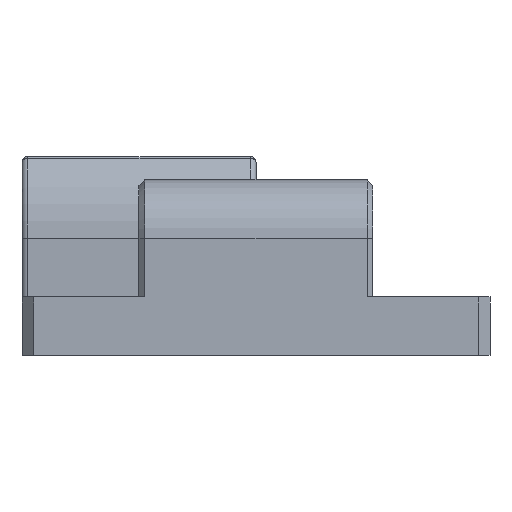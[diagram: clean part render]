
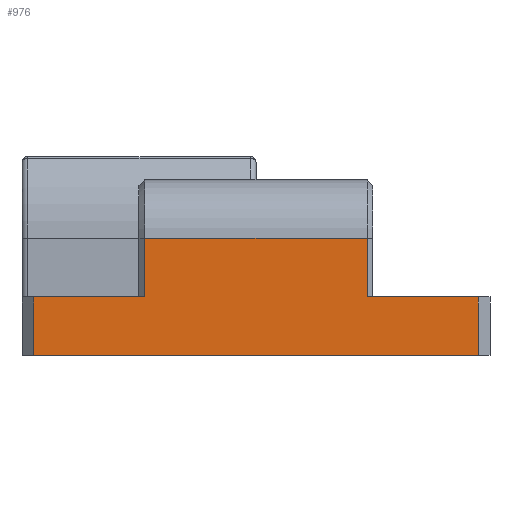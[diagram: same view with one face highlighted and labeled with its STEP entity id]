
A CAD part, front view. The second image highlights one B-rep face of the part: STEP entity #976.
In plain terms, the highlighted planar face has unit normal (0, -1, 0).
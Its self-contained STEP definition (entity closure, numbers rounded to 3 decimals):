
#32 = PLANE('',#33);
#33 = AXIS2_PLACEMENT_3D('',#34,#35,#36);
#34 = CARTESIAN_POINT('',(0.,-25.,0.));
#35 = DIRECTION('',(0.,0.,1.));
#36 = DIRECTION('',(0.,1.,0.));
#57 = VERTEX_POINT('',#58);
#58 = CARTESIAN_POINT('',(-39.,-25.,0.));
#72 = PLANE('',#73);
#73 = AXIS2_PLACEMENT_3D('',#74,#75,#76);
#74 = CARTESIAN_POINT('',(-39.5,-24.5,0.));
#75 = DIRECTION('',(0.707,0.707,0.));
#76 = DIRECTION('',(0.,0.,1.));
#84 = EDGE_CURVE('',#85,#57,#87,.T.);
#85 = VERTEX_POINT('',#86);
#86 = CARTESIAN_POINT('',(-1.,-25.,0.));
#87 = SURFACE_CURVE('',#88,(#92,#99),.PCURVE_S1.);
#88 = LINE('',#89,#90);
#89 = CARTESIAN_POINT('',(0.,-25.,0.));
#90 = VECTOR('',#91,1.);
#91 = DIRECTION('',(-1.,0.,0.));
#92 = PCURVE('',#32,#93);
#93 = DEFINITIONAL_REPRESENTATION('',(#94),#98);
#94 = LINE('',#95,#96);
#95 = CARTESIAN_POINT('',(0.,0.));
#96 = VECTOR('',#97,1.);
#97 = DIRECTION('',(0.,1.));
#98 = ( GEOMETRIC_REPRESENTATION_CONTEXT(2) 
PARAMETRIC_REPRESENTATION_CONTEXT() REPRESENTATION_CONTEXT('2D SPACE',''
  ) );
#99 = PCURVE('',#100,#105);
#100 = PLANE('',#101);
#101 = AXIS2_PLACEMENT_3D('',#102,#103,#104);
#102 = CARTESIAN_POINT('',(0.,-25.,0.));
#103 = DIRECTION('',(0.,1.,0.));
#104 = DIRECTION('',(0.,0.,1.));
#105 = DEFINITIONAL_REPRESENTATION('',(#106),#110);
#106 = LINE('',#107,#108);
#107 = CARTESIAN_POINT('',(0.,0.));
#108 = VECTOR('',#109,1.);
#109 = DIRECTION('',(0.,-1.));
#110 = ( GEOMETRIC_REPRESENTATION_CONTEXT(2) 
PARAMETRIC_REPRESENTATION_CONTEXT() REPRESENTATION_CONTEXT('2D SPACE',''
  ) );
#128 = PLANE('',#129);
#129 = AXIS2_PLACEMENT_3D('',#130,#131,#132);
#130 = CARTESIAN_POINT('',(-0.5,-24.5,0.));
#131 = DIRECTION('',(0.707,-0.707,0.)
  );
#132 = DIRECTION('',(0.,-0.,-1.));
#641 = PLANE('',#642);
#642 = AXIS2_PLACEMENT_3D('',#643,#644,#645);
#643 = CARTESIAN_POINT('',(0.,-25.,5.));
#644 = DIRECTION('',(0.,0.,1.));
#645 = DIRECTION('',(0.,1.,0.));
#885 = VERTEX_POINT('',#886);
#886 = CARTESIAN_POINT('',(-39.,-25.,5.));
#907 = EDGE_CURVE('',#57,#885,#908,.T.);
#908 = SURFACE_CURVE('',#909,(#913,#920),.PCURVE_S1.);
#909 = LINE('',#910,#911);
#910 = CARTESIAN_POINT('',(-39.,-25.,0.));
#911 = VECTOR('',#912,1.);
#912 = DIRECTION('',(0.,0.,1.));
#913 = PCURVE('',#72,#914);
#914 = DEFINITIONAL_REPRESENTATION('',(#915),#919);
#915 = LINE('',#916,#917);
#916 = CARTESIAN_POINT('',(0.,0.707));
#917 = VECTOR('',#918,1.);
#918 = DIRECTION('',(1.,0.));
#919 = ( GEOMETRIC_REPRESENTATION_CONTEXT(2) 
PARAMETRIC_REPRESENTATION_CONTEXT() REPRESENTATION_CONTEXT('2D SPACE',''
  ) );
#920 = PCURVE('',#100,#921);
#921 = DEFINITIONAL_REPRESENTATION('',(#922),#926);
#922 = LINE('',#923,#924);
#923 = CARTESIAN_POINT('',(0.,-39.));
#924 = VECTOR('',#925,1.);
#925 = DIRECTION('',(1.,0.));
#926 = ( GEOMETRIC_REPRESENTATION_CONTEXT(2) 
PARAMETRIC_REPRESENTATION_CONTEXT() REPRESENTATION_CONTEXT('2D SPACE',''
  ) );
#976 = ADVANCED_FACE('',(#977),#100,.F.);
#977 = FACE_BOUND('',#978,.F.);
#978 = EDGE_LOOP('',(#979,#1004,#1025,#1026,#1027,#1050,#1078,#1106));
#979 = ORIENTED_EDGE('',*,*,#980,.F.);
#980 = EDGE_CURVE('',#981,#983,#985,.T.);
#981 = VERTEX_POINT('',#982);
#982 = CARTESIAN_POINT('',(-1.,-25.,5.));
#983 = VERTEX_POINT('',#984);
#984 = CARTESIAN_POINT('',(-10.5,-25.,5.));
#985 = SURFACE_CURVE('',#986,(#990,#997),.PCURVE_S1.);
#986 = LINE('',#987,#988);
#987 = CARTESIAN_POINT('',(0.,-25.,5.));
#988 = VECTOR('',#989,1.);
#989 = DIRECTION('',(-1.,0.,0.));
#990 = PCURVE('',#100,#991);
#991 = DEFINITIONAL_REPRESENTATION('',(#992),#996);
#992 = LINE('',#993,#994);
#993 = CARTESIAN_POINT('',(5.,0.));
#994 = VECTOR('',#995,1.);
#995 = DIRECTION('',(0.,-1.));
#996 = ( GEOMETRIC_REPRESENTATION_CONTEXT(2) 
PARAMETRIC_REPRESENTATION_CONTEXT() REPRESENTATION_CONTEXT('2D SPACE',''
  ) );
#997 = PCURVE('',#641,#998);
#998 = DEFINITIONAL_REPRESENTATION('',(#999),#1003);
#999 = LINE('',#1000,#1001);
#1000 = CARTESIAN_POINT('',(0.,0.));
#1001 = VECTOR('',#1002,1.);
#1002 = DIRECTION('',(0.,1.));
#1003 = ( GEOMETRIC_REPRESENTATION_CONTEXT(2) 
PARAMETRIC_REPRESENTATION_CONTEXT() REPRESENTATION_CONTEXT('2D SPACE',''
  ) );
#1004 = ORIENTED_EDGE('',*,*,#1005,.F.);
#1005 = EDGE_CURVE('',#85,#981,#1006,.T.);
#1006 = SURFACE_CURVE('',#1007,(#1011,#1018),.PCURVE_S1.);
#1007 = LINE('',#1008,#1009);
#1008 = CARTESIAN_POINT('',(-1.,-25.,0.));
#1009 = VECTOR('',#1010,1.);
#1010 = DIRECTION('',(0.,0.,1.));
#1011 = PCURVE('',#100,#1012);
#1012 = DEFINITIONAL_REPRESENTATION('',(#1013),#1017);
#1013 = LINE('',#1014,#1015);
#1014 = CARTESIAN_POINT('',(0.,-1.));
#1015 = VECTOR('',#1016,1.);
#1016 = DIRECTION('',(1.,0.));
#1017 = ( GEOMETRIC_REPRESENTATION_CONTEXT(2) 
PARAMETRIC_REPRESENTATION_CONTEXT() REPRESENTATION_CONTEXT('2D SPACE',''
  ) );
#1018 = PCURVE('',#128,#1019);
#1019 = DEFINITIONAL_REPRESENTATION('',(#1020),#1024);
#1020 = LINE('',#1021,#1022);
#1021 = CARTESIAN_POINT('',(-0.,-0.707));
#1022 = VECTOR('',#1023,1.);
#1023 = DIRECTION('',(-1.,0.));
#1024 = ( GEOMETRIC_REPRESENTATION_CONTEXT(2) 
PARAMETRIC_REPRESENTATION_CONTEXT() REPRESENTATION_CONTEXT('2D SPACE',''
  ) );
#1025 = ORIENTED_EDGE('',*,*,#84,.T.);
#1026 = ORIENTED_EDGE('',*,*,#907,.T.);
#1027 = ORIENTED_EDGE('',*,*,#1028,.F.);
#1028 = EDGE_CURVE('',#1029,#885,#1031,.T.);
#1029 = VERTEX_POINT('',#1030);
#1030 = CARTESIAN_POINT('',(-29.5,-25.,5.));
#1031 = SURFACE_CURVE('',#1032,(#1036,#1043),.PCURVE_S1.);
#1032 = LINE('',#1033,#1034);
#1033 = CARTESIAN_POINT('',(0.,-25.,5.));
#1034 = VECTOR('',#1035,1.);
#1035 = DIRECTION('',(-1.,0.,0.));
#1036 = PCURVE('',#100,#1037);
#1037 = DEFINITIONAL_REPRESENTATION('',(#1038),#1042);
#1038 = LINE('',#1039,#1040);
#1039 = CARTESIAN_POINT('',(5.,0.));
#1040 = VECTOR('',#1041,1.);
#1041 = DIRECTION('',(0.,-1.));
#1042 = ( GEOMETRIC_REPRESENTATION_CONTEXT(2) 
PARAMETRIC_REPRESENTATION_CONTEXT() REPRESENTATION_CONTEXT('2D SPACE',''
  ) );
#1043 = PCURVE('',#641,#1044);
#1044 = DEFINITIONAL_REPRESENTATION('',(#1045),#1049);
#1045 = LINE('',#1046,#1047);
#1046 = CARTESIAN_POINT('',(0.,0.));
#1047 = VECTOR('',#1048,1.);
#1048 = DIRECTION('',(0.,1.));
#1049 = ( GEOMETRIC_REPRESENTATION_CONTEXT(2) 
PARAMETRIC_REPRESENTATION_CONTEXT() REPRESENTATION_CONTEXT('2D SPACE',''
  ) );
#1050 = ORIENTED_EDGE('',*,*,#1051,.F.);
#1051 = EDGE_CURVE('',#1052,#1029,#1054,.T.);
#1052 = VERTEX_POINT('',#1053);
#1053 = CARTESIAN_POINT('',(-29.5,-25.,10.));
#1054 = SURFACE_CURVE('',#1055,(#1059,#1066),.PCURVE_S1.);
#1055 = LINE('',#1056,#1057);
#1056 = CARTESIAN_POINT('',(-29.5,-25.,10.));
#1057 = VECTOR('',#1058,1.);
#1058 = DIRECTION('',(0.,0.,-1.));
#1059 = PCURVE('',#100,#1060);
#1060 = DEFINITIONAL_REPRESENTATION('',(#1061),#1065);
#1061 = LINE('',#1062,#1063);
#1062 = CARTESIAN_POINT('',(10.,-29.5));
#1063 = VECTOR('',#1064,1.);
#1064 = DIRECTION('',(-1.,0.));
#1065 = ( GEOMETRIC_REPRESENTATION_CONTEXT(2) 
PARAMETRIC_REPRESENTATION_CONTEXT() REPRESENTATION_CONTEXT('2D SPACE',''
  ) );
#1066 = PCURVE('',#1067,#1072);
#1067 = PLANE('',#1068);
#1068 = AXIS2_PLACEMENT_3D('',#1069,#1070,#1071);
#1069 = CARTESIAN_POINT('',(-29.75,-24.75,10.));
#1070 = DIRECTION('',(-0.707,-0.707,0.
    ));
#1071 = DIRECTION('',(0.,-0.,-1.));
#1072 = DEFINITIONAL_REPRESENTATION('',(#1073),#1077);
#1073 = LINE('',#1074,#1075);
#1074 = CARTESIAN_POINT('',(0.,0.354));
#1075 = VECTOR('',#1076,1.);
#1076 = DIRECTION('',(1.,0.));
#1077 = ( GEOMETRIC_REPRESENTATION_CONTEXT(2) 
PARAMETRIC_REPRESENTATION_CONTEXT() REPRESENTATION_CONTEXT('2D SPACE',''
  ) );
#1078 = ORIENTED_EDGE('',*,*,#1079,.F.);
#1079 = EDGE_CURVE('',#1080,#1052,#1082,.T.);
#1080 = VERTEX_POINT('',#1081);
#1081 = CARTESIAN_POINT('',(-10.5,-25.,10.));
#1082 = SURFACE_CURVE('',#1083,(#1087,#1094),.PCURVE_S1.);
#1083 = LINE('',#1084,#1085);
#1084 = CARTESIAN_POINT('',(-10.,-25.,10.));
#1085 = VECTOR('',#1086,1.);
#1086 = DIRECTION('',(-1.,0.,0.));
#1087 = PCURVE('',#100,#1088);
#1088 = DEFINITIONAL_REPRESENTATION('',(#1089),#1093);
#1089 = LINE('',#1090,#1091);
#1090 = CARTESIAN_POINT('',(10.,-10.));
#1091 = VECTOR('',#1092,1.);
#1092 = DIRECTION('',(0.,-1.));
#1093 = ( GEOMETRIC_REPRESENTATION_CONTEXT(2) 
PARAMETRIC_REPRESENTATION_CONTEXT() REPRESENTATION_CONTEXT('2D SPACE',''
  ) );
#1094 = PCURVE('',#1095,#1100);
#1095 = CYLINDRICAL_SURFACE('',#1096,5.);
#1096 = AXIS2_PLACEMENT_3D('',#1097,#1098,#1099);
#1097 = CARTESIAN_POINT('',(-10.,-20.,10.));
#1098 = DIRECTION('',(-1.,0.,0.));
#1099 = DIRECTION('',(0.,0.,1.));
#1100 = DEFINITIONAL_REPRESENTATION('',(#1101),#1105);
#1101 = LINE('',#1102,#1103);
#1102 = CARTESIAN_POINT('',(-7.854,0.));
#1103 = VECTOR('',#1104,1.);
#1104 = DIRECTION('',(-0.,1.));
#1105 = ( GEOMETRIC_REPRESENTATION_CONTEXT(2) 
PARAMETRIC_REPRESENTATION_CONTEXT() REPRESENTATION_CONTEXT('2D SPACE',''
  ) );
#1106 = ORIENTED_EDGE('',*,*,#1107,.F.);
#1107 = EDGE_CURVE('',#983,#1080,#1108,.T.);
#1108 = SURFACE_CURVE('',#1109,(#1113,#1120),.PCURVE_S1.);
#1109 = LINE('',#1110,#1111);
#1110 = CARTESIAN_POINT('',(-10.5,-25.,5.));
#1111 = VECTOR('',#1112,1.);
#1112 = DIRECTION('',(0.,0.,1.));
#1113 = PCURVE('',#100,#1114);
#1114 = DEFINITIONAL_REPRESENTATION('',(#1115),#1119);
#1115 = LINE('',#1116,#1117);
#1116 = CARTESIAN_POINT('',(5.,-10.5));
#1117 = VECTOR('',#1118,1.);
#1118 = DIRECTION('',(1.,0.));
#1119 = ( GEOMETRIC_REPRESENTATION_CONTEXT(2) 
PARAMETRIC_REPRESENTATION_CONTEXT() REPRESENTATION_CONTEXT('2D SPACE',''
  ) );
#1120 = PCURVE('',#1121,#1126);
#1121 = PLANE('',#1122);
#1122 = AXIS2_PLACEMENT_3D('',#1123,#1124,#1125);
#1123 = CARTESIAN_POINT('',(-10.25,-24.75,5.));
#1124 = DIRECTION('',(-0.707,0.707,0.)
  );
#1125 = DIRECTION('',(0.,-0.,-1.));
#1126 = DEFINITIONAL_REPRESENTATION('',(#1127),#1131);
#1127 = LINE('',#1128,#1129);
#1128 = CARTESIAN_POINT('',(0.,0.354));
#1129 = VECTOR('',#1130,1.);
#1130 = DIRECTION('',(-1.,0.));
#1131 = ( GEOMETRIC_REPRESENTATION_CONTEXT(2) 
PARAMETRIC_REPRESENTATION_CONTEXT() REPRESENTATION_CONTEXT('2D SPACE',''
  ) );
